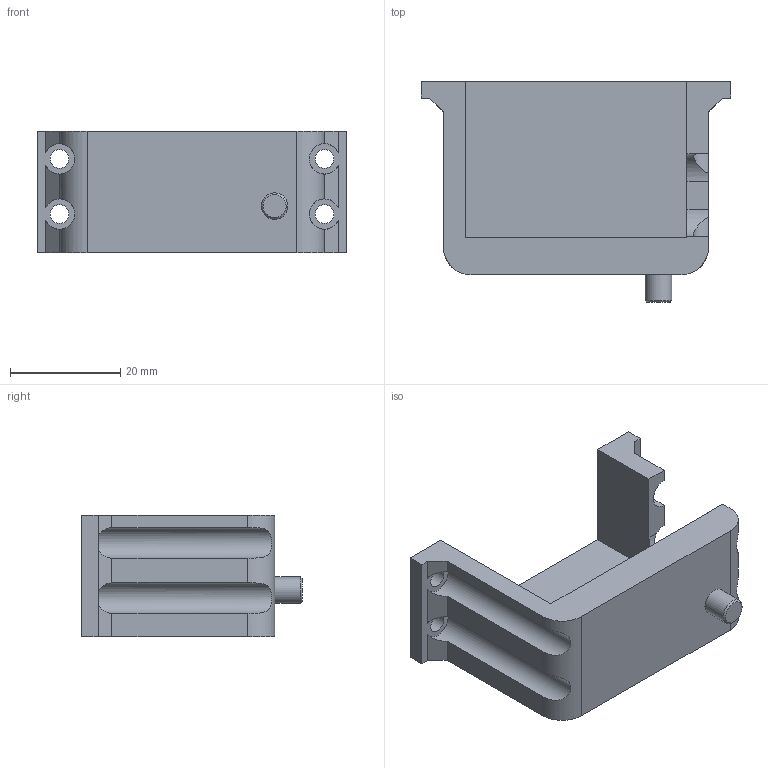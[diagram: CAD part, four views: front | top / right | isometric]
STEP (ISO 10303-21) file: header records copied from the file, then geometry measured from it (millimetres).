
FILE_DESCRIPTION(/* description */ (''),/* implementation_level */ '2;1');
FILE_NAME(/* name */ '5f1f89df2672bf1207f2ed71',/* time_stamp */ '2020-07-28T02:13:52+00:00',/* author */ (''),/* organization */ (''),/* preprocessor_version */ 'ST-DEVELOPER v16.7',/* originating_system */ $,/* authorisation */ $);
FILE_SCHEMA (('AUTOMOTIVE_DESIGN {1 0 10303 214 3 1 1}'));
Length unit declared in the file: metre
Products named in the file (1): Servo Cover
Bounding box: 56 x 40 x 22 mm (x, y, z)
Volume: 12539.4 mm3; surface area: 8435.8 mm2
Topology: 1 solids, 1 shells, 47 faces, 131 edges, 87 vertices
Faces by surface type: plane 31, cylinder 15, cone 1
Full cylindrical faces by diameter (mm): 3.4 x4, 4.8 x1
Entity records: 1572 total; most frequent: CARTESIAN_POINT 316, ORIENTED_EDGE 250, DIRECTION 250, EDGE_CURVE 125, VERTEX_POINT 87, LINE 84, VECTOR 84, AXIS2_PLACEMENT_3D 83
